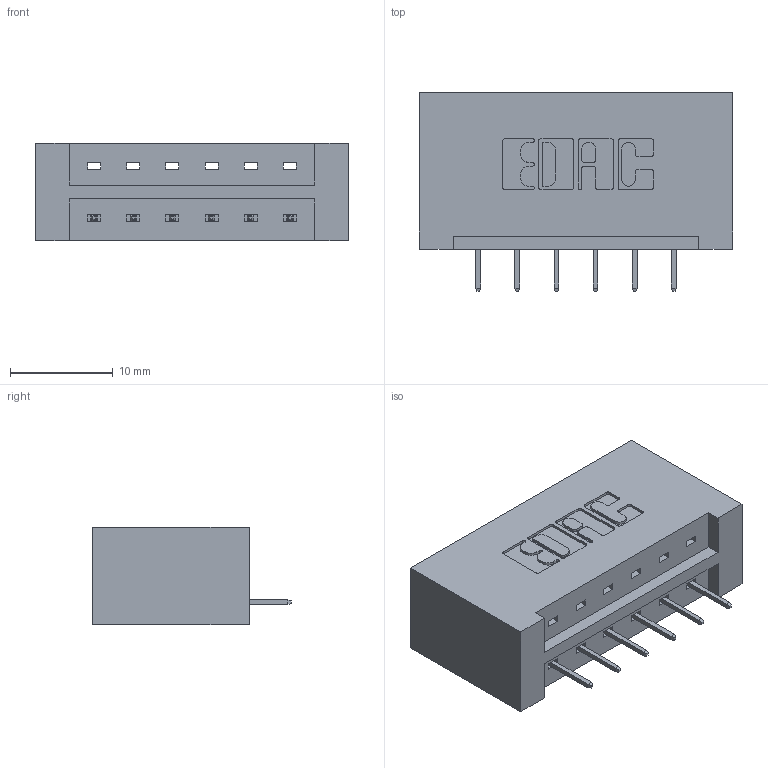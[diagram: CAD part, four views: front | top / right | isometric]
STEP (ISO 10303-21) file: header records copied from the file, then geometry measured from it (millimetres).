
FILE_DESCRIPTION (( 'STEP AP203' ), '1' );
FILE_NAME ('379-006-524-101.STEP', '2020-02-26T13:47:14', ( '' ), ( '' ), 'SwSTEP 2.0', 'SolidWorks 2016', '' );
FILE_SCHEMA (( 'CONFIG_CONTROL_DESIGN' ));
Length unit declared in the file: inch
Products named in the file (3): 345-292-001_345-293-124; 379 Part_Lugless; 379-006-524-101
Assembly tree (7 placements, depth 2):
  379-006-524-101
    379 Part_Lugless
    345-292-001_345-293-124  x6
Bounding box: 30.48 x 19.35 x 9.53 mm (x, y, z)
Volume: 3470 mm3; surface area: 3252.7 mm2
Topology: 7 solids, 7 shells, 478 faces, 1367 edges, 886 vertices
Faces by surface type: plane 354, cylinder 124
Entity records: 8121 total; most frequent: CARTESIAN_POINT 1412, ORIENTED_EDGE 1354, DIRECTION 1257, EDGE_CURVE 677, VECTOR 561, LINE 561, VERTEX_POINT 446, AXIS2_PLACEMENT_3D 348
